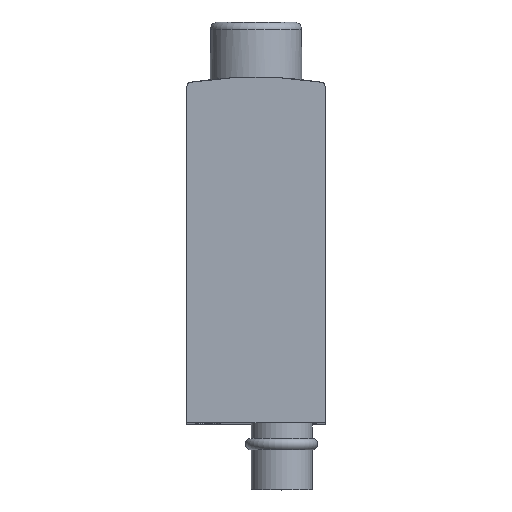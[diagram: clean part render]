
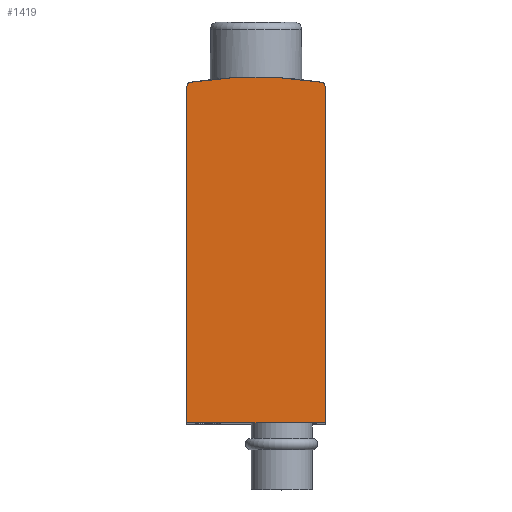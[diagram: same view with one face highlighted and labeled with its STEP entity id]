
A CAD part, top view. The second image highlights one B-rep face of the part: STEP entity #1419.
In plain terms, the highlighted planar face has unit normal (0, 0, 1).
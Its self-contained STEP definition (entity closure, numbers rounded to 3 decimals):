
#39=PLANE('',#1518);
#83=LINE('',#2001,#165);
#101=LINE('',#2072,#183);
#103=LINE('',#2075,#185);
#165=VECTOR('',#1649,1000.);
#183=VECTOR('',#1737,1000.);
#185=VECTOR('',#1741,1000.);
#388=ORIENTED_EDGE('',*,*,#580,.T.);
#389=ORIENTED_EDGE('',*,*,#583,.T.);
#390=ORIENTED_EDGE('',*,*,#550,.T.);
#391=ORIENTED_EDGE('',*,*,#585,.T.);
#392=ORIENTED_EDGE('',*,*,#588,.T.);
#393=ORIENTED_EDGE('',*,*,#502,.T.);
#502=EDGE_CURVE('',#643,#644,#739,.T.);
#550=EDGE_CURVE('',#678,#681,#83,.T.);
#580=EDGE_CURVE('',#644,#698,#770,.T.);
#583=EDGE_CURVE('',#698,#678,#101,.T.);
#585=EDGE_CURVE('',#681,#700,#103,.T.);
#588=EDGE_CURVE('',#700,#643,#772,.T.);
#643=VERTEX_POINT('',#1883);
#644=VERTEX_POINT('',#1884);
#678=VERTEX_POINT('',#1993);
#681=VERTEX_POINT('',#2000);
#698=VERTEX_POINT('',#2067);
#700=VERTEX_POINT('',#2076);
#739=CIRCLE('',#1452,55.3);
#770=CIRCLE('',#1510,0.5);
#772=CIRCLE('',#1515,0.5);
#835=EDGE_LOOP('',(#388,#389,#390,#391,#392,#393));
#910=FACE_BOUND('',#835,.T.);
#1419=ADVANCED_FACE('',(#910),#39,.T.);
#1452=AXIS2_PLACEMENT_3D('',#1882,#1570,#1571);
#1510=AXIS2_PLACEMENT_3D('',#2066,#1730,#1731);
#1515=AXIS2_PLACEMENT_3D('',#2081,#1746,#1747);
#1518=AXIS2_PLACEMENT_3D('',#2084,#1752,#1753);
#1570=DIRECTION('',(0.,0.,1.));
#1571=DIRECTION('',(1.,0.,0.));
#1649=DIRECTION('',(1.,0.,0.));
#1730=DIRECTION('',(0.,0.,1.));
#1731=DIRECTION('',(1.,0.,0.));
#1737=DIRECTION('',(0.,-1.,0.));
#1741=DIRECTION('',(0.,1.,0.));
#1746=DIRECTION('',(0.,0.,1.));
#1747=DIRECTION('',(1.,0.,0.));
#1752=DIRECTION('',(0.,0.,1.));
#1753=DIRECTION('',(1.,0.,0.));
#1882=CARTESIAN_POINT('',(0.,-10.,70.));
#1883=CARTESIAN_POINT('',(8.628,44.623,70.));
#1884=CARTESIAN_POINT('',(-8.628,44.623,70.));
#1993=CARTESIAN_POINT('',(-9.05,0.,70.));
#2000=CARTESIAN_POINT('',(9.05,0.,70.));
#2001=CARTESIAN_POINT('',(-9.05,0.,70.));
#2066=CARTESIAN_POINT('',(-8.55,44.129,70.));
#2067=CARTESIAN_POINT('',(-9.05,44.129,70.));
#2072=CARTESIAN_POINT('',(-9.05,44.129,70.));
#2075=CARTESIAN_POINT('',(9.05,0.,70.));
#2076=CARTESIAN_POINT('',(9.05,44.129,70.));
#2081=CARTESIAN_POINT('',(8.55,44.129,70.));
#2084=CARTESIAN_POINT('',(-8.55,44.129,70.));
